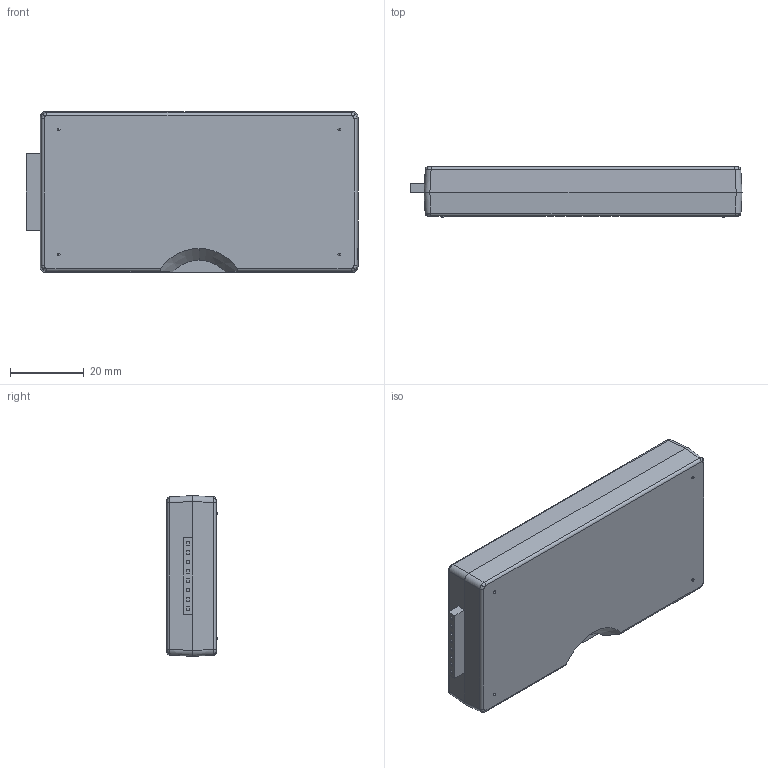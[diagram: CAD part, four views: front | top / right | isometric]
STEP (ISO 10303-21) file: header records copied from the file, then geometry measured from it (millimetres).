
FILE_DESCRIPTION (( 'STEP AP214' ), '1' );
FILE_NAME ('Microchip - PICkit4.STEP', '2018-09-05T18:38:53', ( '' ), ( '' ), 'SwSTEP 2.0', 'SolidWorks 2018', '' );
FILE_SCHEMA (( 'AUTOMOTIVE_DESIGN' ));
Length unit declared in the file: millimetre
Products named in the file (1): Microchip - PICkit4
Bounding box: 90.17 x 13.79 x 43.64 mm (x, y, z)
Volume: 49580.7 mm3; surface area: 11298.2 mm2
Topology: 1 solids, 1 shells, 132 faces, 340 edges, 215 vertices
Faces by surface type: plane 82, cylinder 24, bspline 16, sphere 8, cone 2
Entity records: 4107 total; most frequent: CARTESIAN_POINT 983, ORIENTED_EDGE 648, DIRECTION 572, EDGE_CURVE 324, VECTOR 224, LINE 224, VERTEX_POINT 207, AXIS2_PLACEMENT_3D 174
